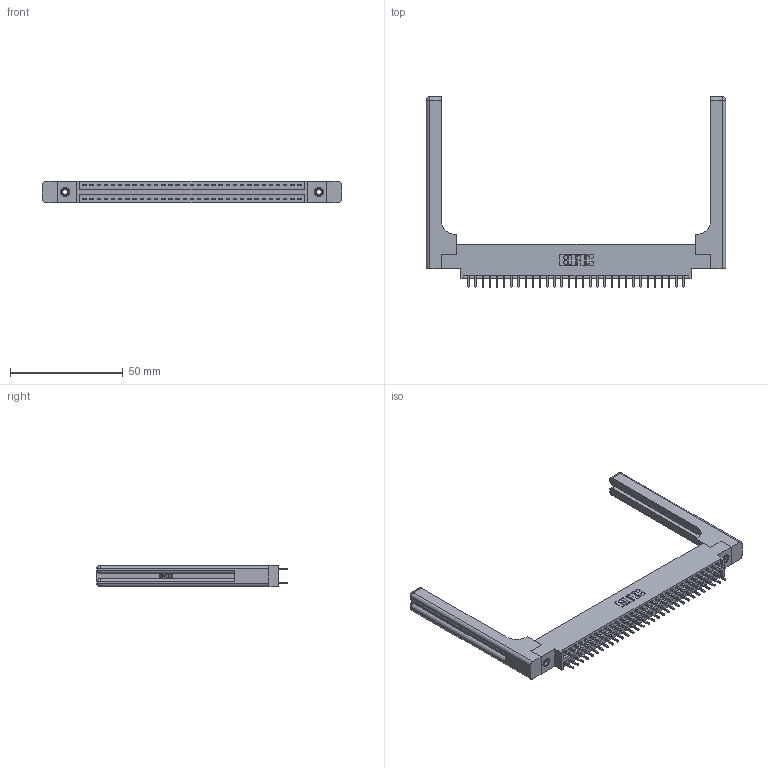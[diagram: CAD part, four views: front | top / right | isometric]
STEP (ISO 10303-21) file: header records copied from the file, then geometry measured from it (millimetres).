
FILE_DESCRIPTION (( 'STEP AP203' ), '1' );
FILE_NAME ('396-062-521-858.STEP', '2019-11-02T09:16:29', ( '' ), ( '' ), 'SwSTEP 2.0', 'SolidWorks 2016', '' );
FILE_SCHEMA (( 'CONFIG_CONTROL_DESIGN' ));
Length unit declared in the file: inch
Products named in the file (5): 346 Part_0.170 Offset - 0.156 Dia-TH; 345-292-001_345-293-121; 345-250-001_345-250-001-102; 346-220-058_345-220-058; 396-062-521-858
Assembly tree (67 placements, depth 2):
  396-062-521-858
    346 Part_0.170 Offset - 0.156 Dia-TH
    345-292-001_345-293-121  x62
    345-250-001_345-250-001-102  x2
    346-220-058_345-220-058  x2
Bounding box: 132.49 x 84.33 x 9.4 mm (x, y, z)
Volume: 20148 mm3; surface area: 22202.5 mm2
Topology: 67 solids, 67 shells, 3606 faces, 10617 edges, 6974 vertices
Faces by surface type: plane 2398, cylinder 1148, bspline 36, cone 12, sphere 8, torus 4
Entity records: 27044 total; most frequent: CARTESIAN_POINT 5481, ORIENTED_EDGE 4212, DIRECTION 3814, EDGE_CURVE 2106, LINE 1758, VECTOR 1758, VERTEX_POINT 1394, AXIS2_PLACEMENT_3D 1028
